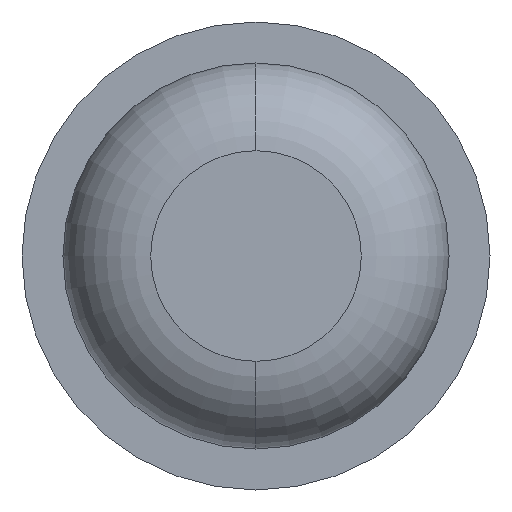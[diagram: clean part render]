
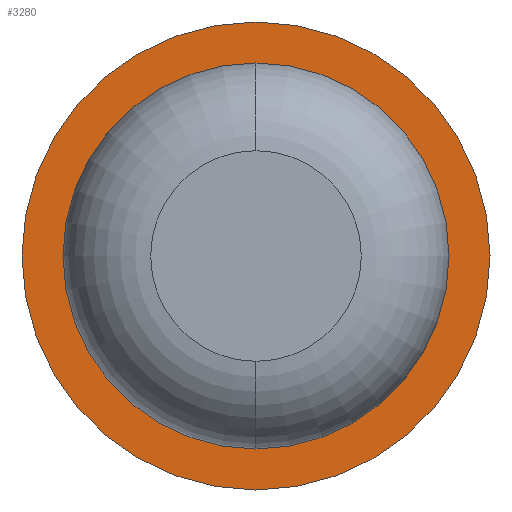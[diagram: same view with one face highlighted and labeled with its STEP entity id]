
A CAD part, front view. The second image highlights one B-rep face of the part: STEP entity #3280.
In plain terms, the highlighted planar face has unit normal (0, -1, 0).
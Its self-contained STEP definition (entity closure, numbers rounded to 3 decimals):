
#26 = CIRCLE ( 'NONE', #135, 1. ) ;
#51 = DIRECTION ( 'NONE',  ( 0., 1., 0. ) ) ;
#135 = AXIS2_PLACEMENT_3D ( 'NONE', #1755, #1447, #2896 ) ;
#247 = CARTESIAN_POINT ( 'NONE',  ( 0., -4., 0. ) ) ;
#347 = FACE_OUTER_BOUND ( 'NONE', #3232, .T. ) ;
#461 = CARTESIAN_POINT ( 'NONE',  ( -1., -4., 0. ) ) ;
#491 = ORIENTED_EDGE ( 'NONE', *, *, #1965, .T. ) ;
#544 = DIRECTION ( 'NONE',  ( -1., 0., 0. ) ) ;
#553 = VERTEX_POINT ( 'NONE', #836 ) ;
#709 = EDGE_CURVE ( 'Defeature ausgef�hrt1_5+Defeature ausgef�hrt1_0+Defeature ausgef�hrt1_0+Defeature ausgef�hrt1_0', #2365, #553, #3019, .T. ) ;
#784 = DIRECTION ( 'NONE',  ( 0., 1., 0. ) ) ;
#836 = CARTESIAN_POINT ( 'NONE',  ( 0., -4., 0.825 ) ) ;
#887 = CARTESIAN_POINT ( 'NONE',  ( 0., -4., 0. ) ) ;
#902 = CARTESIAN_POINT ( 'NONE',  ( 0., -4., -0.825 ) ) ;
#1240 = EDGE_CURVE ( 'Defeature ausgef�hrt1_6+Defeature ausgef�hrt1_5+Defeature ausgef�hrt1_5+Defeature ausgef�hrt1_5', #1890, #2884, #26, .T. ) ;
#1329 = AXIS2_PLACEMENT_3D ( 'NONE', #2291, #51, #2279 ) ;
#1349 = ORIENTED_EDGE ( 'NONE', *, *, #1240, .F. ) ;
#1447 = DIRECTION ( 'NONE',  ( 0., 1., 0. ) ) ;
#1528 = CIRCLE ( 'NONE', #1984, 0.825 ) ;
#1755 = CARTESIAN_POINT ( 'NONE',  ( 0., -4., 0. ) ) ;
#1890 = VERTEX_POINT ( 'NONE', #461 ) ;
#1965 = EDGE_CURVE ( 'Defeature ausgef�hrt1_5+Defeature ausgef�hrt1_0+Defeature ausgef�hrt1_0+Defeature ausgef�hrt1_0', #553, #2365, #1528, .T. ) ;
#1984 = AXIS2_PLACEMENT_3D ( 'NONE', #247, #784, #2798 ) ;
#2143 = CARTESIAN_POINT ( 'NONE',  ( 0., -4., 0. ) ) ;
#2155 = CIRCLE ( 'NONE', #3294, 1. ) ;
#2279 = DIRECTION ( 'NONE',  ( -1., 0., 0. ) ) ;
#2291 = CARTESIAN_POINT ( 'NONE',  ( 0.825, -4., 0. ) ) ;
#2365 = VERTEX_POINT ( 'NONE', #902 ) ;
#2588 = CARTESIAN_POINT ( 'NONE',  ( 1., -4., 0. ) ) ;
#2700 = DIRECTION ( 'NONE',  ( 0., 1., 0. ) ) ;
#2709 = DIRECTION ( 'NONE',  ( -1., 0., 0. ) ) ;
#2798 = DIRECTION ( 'NONE',  ( -1., 0., 0. ) ) ;
#2861 = PLANE ( 'NONE',  #1329 ) ;
#2865 = DIRECTION ( 'NONE',  ( 0., 1., 0. ) ) ;
#2867 = AXIS2_PLACEMENT_3D ( 'NONE', #887, #2865, #544 ) ;
#2884 = VERTEX_POINT ( 'NONE', #2588 ) ;
#2896 = DIRECTION ( 'NONE',  ( -1., 0., 0. ) ) ;
#2923 = ORIENTED_EDGE ( 'NONE', *, *, #3245, .F. ) ;
#3019 = CIRCLE ( 'NONE', #2867, 0.825 ) ;
#3136 = ORIENTED_EDGE ( 'NONE', *, *, #709, .T. ) ;
#3232 = EDGE_LOOP ( 'NONE', ( #1349, #2923 ) ) ;
#3245 = EDGE_CURVE ( 'Defeature ausgef�hrt1_6+Defeature ausgef�hrt1_5+Defeature ausgef�hrt1_5+Defeature ausgef�hrt1_5', #2884, #1890, #2155, .T. ) ;
#3280 = ADVANCED_FACE ( 'Defeature ausgef�hrt1_5', ( #347, #3569 ), #2861, .F. ) ;
#3294 = AXIS2_PLACEMENT_3D ( 'NONE', #2143, #2700, #2709 ) ;
#3361 = EDGE_LOOP ( 'NONE', ( #491, #3136 ) ) ;
#3569 = FACE_BOUND ( 'NONE', #3361, .T. ) ;
